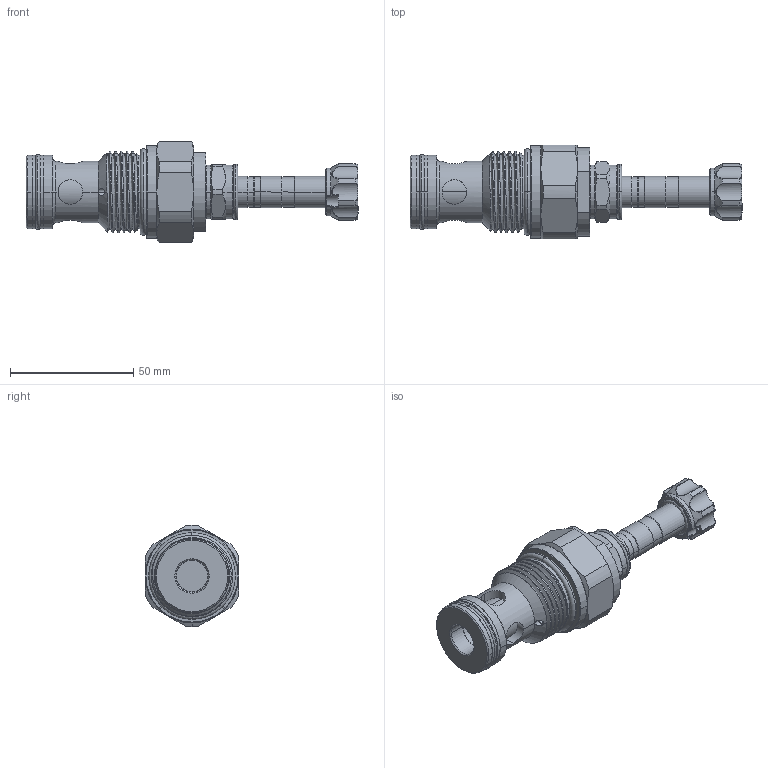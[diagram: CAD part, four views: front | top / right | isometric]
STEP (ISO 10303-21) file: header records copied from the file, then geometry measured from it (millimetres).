
FILE_DESCRIPTION (( 'STEP AP203' ), '1' );
FILE_NAME ('EP21E2A04N95.STEP', '2021-06-02T06:52:56', ( '' ), ( '' ), 'SwSTEP 2.0', 'SolidWorks 2018', '' );
FILE_SCHEMA (( 'CONFIG_CONTROL_DESIGN' ));
Length unit declared in the file: millimetre
Products named in the file (1): EP21E2A04N95
Bounding box: 134.75 x 38 x 41.1 mm (x, y, z)
Volume: 70834.1 mm3; surface area: 18565.6 mm2
Topology: 6 solids, 6 shells, 323 faces, 770 edges, 466 vertices
Faces by surface type: cylinder 138, cone 58, torus 51, plane 41, bspline 35
Entity records: 14660 total; most frequent: CARTESIAN_POINT 7425, ORIENTED_EDGE 1536, DIRECTION 1481, EDGE_CURVE 768, AXIS2_PLACEMENT_3D 635, VERTEX_POINT 466, CIRCLE 346, EDGE_LOOP 344
